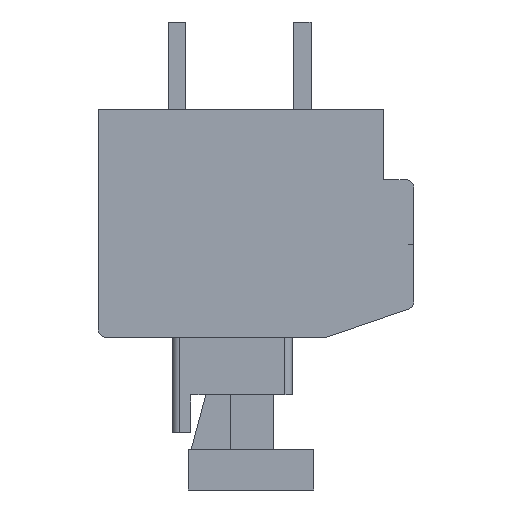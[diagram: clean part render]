
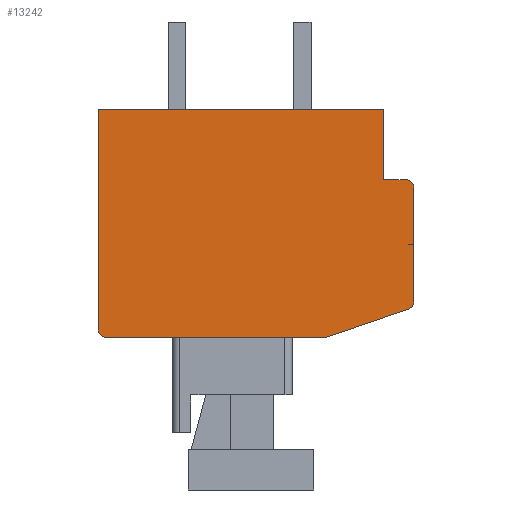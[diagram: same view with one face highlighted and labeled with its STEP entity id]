
A CAD part, front view. The second image highlights one B-rep face of the part: STEP entity #13242.
In plain terms, the highlighted planar face has unit normal (0, -1, 0).
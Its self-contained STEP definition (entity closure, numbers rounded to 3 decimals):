
#1=CARTESIAN_POINT('',(6.,-94.32,-3.136));
#2=DIRECTION('',(0.,-1.,0.));
#3=DIRECTION('',(0.324,0.,-0.946));
#4=AXIS2_PLACEMENT_3D('',#1,#2,#3);
#6=DIRECTION('',(-0.946,0.,-0.324));
#7=VECTOR('',#6,3.486);
#8=CARTESIAN_POINT('',(6.097,-94.32,-3.419));
#9=LINE('',#8,#7);
#10=DIRECTION('',(-1.,0.,0.));
#11=VECTOR('',#10,8.8);
#12=CARTESIAN_POINT('',(2.8,-94.32,-4.55));
#13=LINE('',#12,#11);
#14=CARTESIAN_POINT('',(-6.,-94.32,-4.25));
#15=DIRECTION('',(0.,-1.,0.));
#16=DIRECTION('',(-1.,0.,0.));
#17=AXIS2_PLACEMENT_3D('',#14,#15,#16);
#19=DIRECTION('',(0.,0.,1.));
#20=VECTOR('',#19,8.8);
#21=CARTESIAN_POINT('',(-6.3,-94.32,-4.25));
#22=LINE('',#21,#20);
#23=DIRECTION('',(1.,0.,0.));
#24=VECTOR('',#23,11.4);
#25=CARTESIAN_POINT('',(-6.3,-94.32,4.55));
#26=LINE('',#25,#24);
#27=DIRECTION('',(0.,0.,-1.));
#28=VECTOR('',#27,2.8);
#29=CARTESIAN_POINT('',(5.1,-94.32,4.55));
#30=LINE('',#29,#28);
#31=DIRECTION('',(1.,0.,0.));
#32=VECTOR('',#31,0.9);
#33=CARTESIAN_POINT('',(5.1,-94.32,1.75));
#34=LINE('',#33,#32);
#35=CARTESIAN_POINT('',(6.,-94.32,1.45));
#36=DIRECTION('',(0.,-1.,0.));
#37=DIRECTION('',(1.,0.,0.));
#38=AXIS2_PLACEMENT_3D('',#35,#36,#37);
#40=DIRECTION('',(0.,0.,-1.));
#41=VECTOR('',#40,4.586);
#42=CARTESIAN_POINT('',(6.3,-94.32,1.45));
#43=LINE('',#42,#41);
#10103=CARTESIAN_POINT('',(-6.3,-94.32,4.55));
#10104=CARTESIAN_POINT('',(5.1,-94.32,4.55));
#10105=VERTEX_POINT('',#10103);
#10106=VERTEX_POINT('',#10104);
#10107=CARTESIAN_POINT('',(5.1,-94.32,1.75));
#10108=VERTEX_POINT('',#10107);
#10109=CARTESIAN_POINT('',(6.097,-94.32,-3.419));
#10110=CARTESIAN_POINT('',(6.3,-94.32,-3.136));
#10111=VERTEX_POINT('',#10109);
#10112=VERTEX_POINT('',#10110);
#10113=CARTESIAN_POINT('',(6.3,-94.32,1.45));
#10114=CARTESIAN_POINT('',(6.,-94.32,1.75));
#10115=VERTEX_POINT('',#10113);
#10116=VERTEX_POINT('',#10114);
#10117=CARTESIAN_POINT('',(-6.3,-94.32,-4.25));
#10118=CARTESIAN_POINT('',(-6.,-94.32,-4.55));
#10119=VERTEX_POINT('',#10117);
#10120=VERTEX_POINT('',#10118);
#10121=CARTESIAN_POINT('',(2.8,-94.32,-4.55));
#10122=VERTEX_POINT('',#10121);
#13215=CARTESIAN_POINT('',(0.,-94.32,0.));
#13216=DIRECTION('',(0.,1.,0.));
#13217=DIRECTION('',(1.,0.,0.));
#13218=AXIS2_PLACEMENT_3D('',#13215,#13216,#13217);
#13219=PLANE('',#13218);
#13221=ORIENTED_EDGE('',*,*,#13220,.F.);
#13223=ORIENTED_EDGE('',*,*,#13222,.T.);
#13225=ORIENTED_EDGE('',*,*,#13224,.T.);
#13227=ORIENTED_EDGE('',*,*,#13226,.F.);
#13229=ORIENTED_EDGE('',*,*,#13228,.T.);
#13231=ORIENTED_EDGE('',*,*,#13230,.T.);
#13233=ORIENTED_EDGE('',*,*,#13232,.T.);
#13235=ORIENTED_EDGE('',*,*,#13234,.T.);
#13237=ORIENTED_EDGE('',*,*,#13236,.F.);
#13239=ORIENTED_EDGE('',*,*,#13238,.T.);
#13240=EDGE_LOOP('',(#13221,#13223,#13225,#13227,#13229,#13231,#13233,#13235,
#13237,#13239));
#13241=FACE_OUTER_BOUND('',#13240,.F.);
#13242=ADVANCED_FACE('',(#13241),#13219,.F.);
#5=CIRCLE('',#4,0.3);
#18=CIRCLE('',#17,0.3);
#39=CIRCLE('',#38,0.3);
#13220=EDGE_CURVE('',#10111,#10112,#5,.T.);
#13222=EDGE_CURVE('',#10111,#10122,#9,.T.);
#13224=EDGE_CURVE('',#10122,#10120,#13,.T.);
#13226=EDGE_CURVE('',#10119,#10120,#18,.T.);
#13228=EDGE_CURVE('',#10119,#10105,#22,.T.);
#13230=EDGE_CURVE('',#10105,#10106,#26,.T.);
#13232=EDGE_CURVE('',#10106,#10108,#30,.T.);
#13234=EDGE_CURVE('',#10108,#10116,#34,.T.);
#13236=EDGE_CURVE('',#10115,#10116,#39,.T.);
#13238=EDGE_CURVE('',#10115,#10112,#43,.T.);
